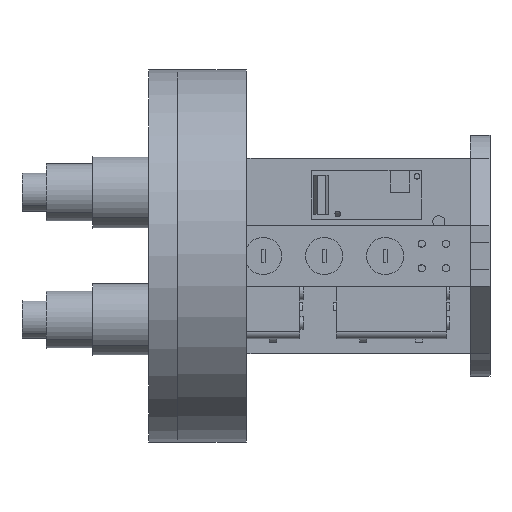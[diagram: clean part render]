
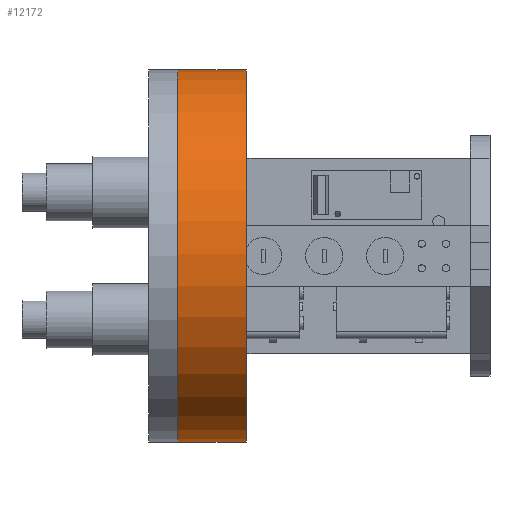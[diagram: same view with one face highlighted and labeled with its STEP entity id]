
A CAD part, front view. The second image highlights one B-rep face of the part: STEP entity #12172.
In plain terms, the highlighted cylindrical face has radius 76.29 mm (diameter 152.58 mm), a partial arc.
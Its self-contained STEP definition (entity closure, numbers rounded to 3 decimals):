
#78 = CARTESIAN_POINT ( 'NONE',  ( 28., 0., 76.29 ) ) ;
#609 = VERTEX_POINT ( 'NONE', #22561 ) ;
#665 = VECTOR ( 'NONE', #18847, 1000. ) ;
#875 = LINE ( 'NONE', #78, #11284 ) ;
#1248 = CIRCLE ( 'NONE', #19903, 76.29 ) ;
#2608 = EDGE_CURVE ( 'NONE', #609, #9869, #1248, .T. ) ;
#3030 = CARTESIAN_POINT ( 'NONE',  ( 0., 0., 0. ) ) ;
#3454 = CARTESIAN_POINT ( 'NONE',  ( 28., 0., 0. ) ) ;
#3462 = LINE ( 'NONE', #18526, #665 ) ;
#3602 = FACE_OUTER_BOUND ( 'NONE', #21874, .T. ) ;
#3615 = CARTESIAN_POINT ( 'NONE',  ( 0., 0., -76.29 ) ) ;
#3867 = AXIS2_PLACEMENT_3D ( 'NONE', #3454, #5353, #7187 ) ;
#4267 = EDGE_CURVE ( 'NONE', #9869, #7262, #3462, .T. ) ;
#4311 = DIRECTION ( 'NONE',  ( 0., 0., -1. ) ) ;
#4636 = DIRECTION ( 'NONE',  ( 1., 0., 0. ) ) ;
#5134 = ORIENTED_EDGE ( 'NONE', *, *, #2608, .F. ) ;
#5353 = DIRECTION ( 'NONE',  ( -1., 0., 0. ) ) ;
#5681 = AXIS2_PLACEMENT_3D ( 'NONE', #3030, #11761, #13547 ) ;
#5801 = CARTESIAN_POINT ( 'NONE',  ( 0., 0., 76.29 ) ) ;
#7187 = DIRECTION ( 'NONE',  ( 0., 0., 1. ) ) ;
#7262 = VERTEX_POINT ( 'NONE', #3615 ) ;
#8099 = VERTEX_POINT ( 'NONE', #5801 ) ;
#9869 = VERTEX_POINT ( 'NONE', #13132 ) ;
#10357 = EDGE_CURVE ( 'NONE', #609, #8099, #875, .T. ) ;
#11284 = VECTOR ( 'NONE', #14360, 1000. ) ;
#11761 = DIRECTION ( 'NONE',  ( 1., 0., 0. ) ) ;
#12172 = ADVANCED_FACE ( 'NONE', ( #3602 ), #21602, .T. ) ;
#13132 = CARTESIAN_POINT ( 'NONE',  ( 28., 0., -76.29 ) ) ;
#13547 = DIRECTION ( 'NONE',  ( 0., 0., -1. ) ) ;
#14360 = DIRECTION ( 'NONE',  ( -1., 0., 0. ) ) ;
#17352 = ORIENTED_EDGE ( 'NONE', *, *, #4267, .F. ) ;
#18320 = ORIENTED_EDGE ( 'NONE', *, *, #10357, .T. ) ;
#18526 = CARTESIAN_POINT ( 'NONE',  ( 28., 0., -76.29 ) ) ;
#18847 = DIRECTION ( 'NONE',  ( -1., 0., 0. ) ) ;
#19903 = AXIS2_PLACEMENT_3D ( 'NONE', #20553, #4636, #4311 ) ;
#19961 = ORIENTED_EDGE ( 'NONE', *, *, #21830, .T. ) ;
#20553 = CARTESIAN_POINT ( 'NONE',  ( 28., 0., 0. ) ) ;
#21602 = CYLINDRICAL_SURFACE ( 'NONE', #3867, 76.29 ) ;
#21830 = EDGE_CURVE ( 'NONE', #8099, #7262, #21957, .T. ) ;
#21874 = EDGE_LOOP ( 'NONE', ( #17352, #5134, #18320, #19961 ) ) ;
#21957 = CIRCLE ( 'NONE', #5681, 76.29 ) ;
#22561 = CARTESIAN_POINT ( 'NONE',  ( 28., 0., 76.29 ) ) ;
